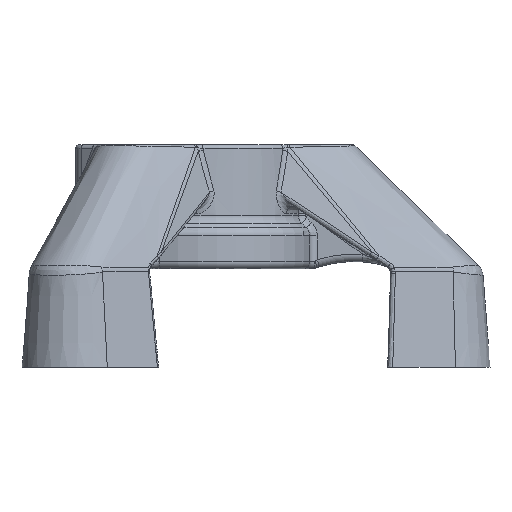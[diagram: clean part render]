
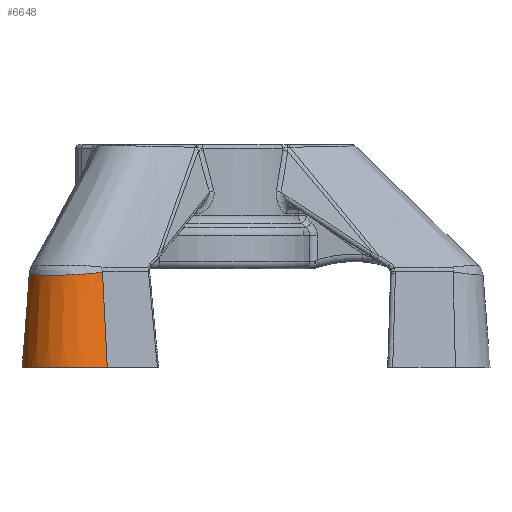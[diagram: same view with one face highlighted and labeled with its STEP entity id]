
A CAD part, left-side view. The second image highlights one B-rep face of the part: STEP entity #6648.
In plain terms, the highlighted conical face has half-angle 4.399 degrees and reference radius 6.35 mm.
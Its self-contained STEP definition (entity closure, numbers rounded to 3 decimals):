
#589=B_SPLINE_CURVE_WITH_KNOTS('',3,(#20279,#20280,#20281,#20282,#20283,
#20284,#20285,#20286),.UNSPECIFIED.,.F.,.F.,(4,1,1,1,1,4),(-0.973,
-0.834,-0.695,-0.417,-0.139,
0.),.UNSPECIFIED.);
#808=CONICAL_SURFACE('',#7429,6.35,0.077);
#1202=FACE_OUTER_BOUND('',#1653,.T.);
#1653=EDGE_LOOP('',(#5956,#5957,#5958,#5959));
#1775=LINE('',#10447,#1944);
#1865=LINE('',#20289,#2034);
#1944=VECTOR('',#7847,10.);
#2034=VECTOR('',#9061,10.);
#2453=CIRCLE('',#7430,6.85);
#2614=VERTEX_POINT('',#10381);
#2619=VERTEX_POINT('',#10445);
#3062=VERTEX_POINT('',#20116);
#3063=VERTEX_POINT('',#20288);
#3293=EDGE_CURVE('',#2614,#2619,#1775,.T.);
#4048=EDGE_CURVE('',#2614,#3062,#589,.T.);
#4049=EDGE_CURVE('',#3063,#3062,#1865,.T.);
#4051=EDGE_CURVE('',#2619,#3063,#2453,.T.);
#5956=ORIENTED_EDGE('',*,*,#4048,.F.);
#5957=ORIENTED_EDGE('',*,*,#3293,.T.);
#5958=ORIENTED_EDGE('',*,*,#4051,.T.);
#5959=ORIENTED_EDGE('',*,*,#4049,.T.);
#6648=ADVANCED_FACE('',(#1202),#808,.T.);
#7429=AXIS2_PLACEMENT_3D('',#20291,#9063,#9064);
#7430=AXIS2_PLACEMENT_3D('',#20292,#9065,#9066);
#7847=DIRECTION('',(0.015,0.075,-0.997));
#9061=DIRECTION('',(0.058,0.05,0.997));
#9063=DIRECTION('center_axis',(0.,0.,-1.));
#9064=DIRECTION('ref_axis',(0.191,0.982,0.));
#9065=DIRECTION('center_axis',(0.,0.,1.));
#9066=DIRECTION('ref_axis',(0.191,0.982,0.));
#10381=CARTESIAN_POINT('',(-26.917,21.954,320.489));
#10445=CARTESIAN_POINT('',(-26.731,22.912,307.8));
#10447=CARTESIAN_POINT('',(-26.921,21.93,320.8));
#20116=CARTESIAN_POINT('',(-32.471,12.334,320.489));
#20279=CARTESIAN_POINT('Ctrl Pts',(-26.917,21.954,320.489));
#20280=CARTESIAN_POINT('Ctrl Pts',(-27.588,22.092,320.39));
#20281=CARTESIAN_POINT('Ctrl Pts',(-28.992,22.126,320.235));
#20282=CARTESIAN_POINT('Ctrl Pts',(-31.677,21.211,320.059));
#20283=CARTESIAN_POINT('Ctrl Pts',(-34.091,18.368,320.015));
#20284=CARTESIAN_POINT('Ctrl Pts',(-34.038,14.641,320.16));
#20285=CARTESIAN_POINT('Ctrl Pts',(-32.926,12.846,320.39));
#20286=CARTESIAN_POINT('Ctrl Pts',(-32.471,12.334,320.489));
#20288=CARTESIAN_POINT('',(-33.207,11.693,307.8));
#20289=CARTESIAN_POINT('',(-33.207,11.693,307.8));
#20291=CARTESIAN_POINT('Origin',(-28.038,16.187,314.3));
#20292=CARTESIAN_POINT('Origin',(-28.038,16.187,307.8));
